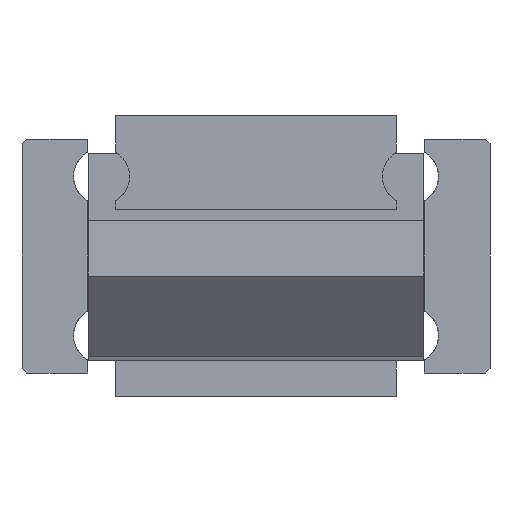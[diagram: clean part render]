
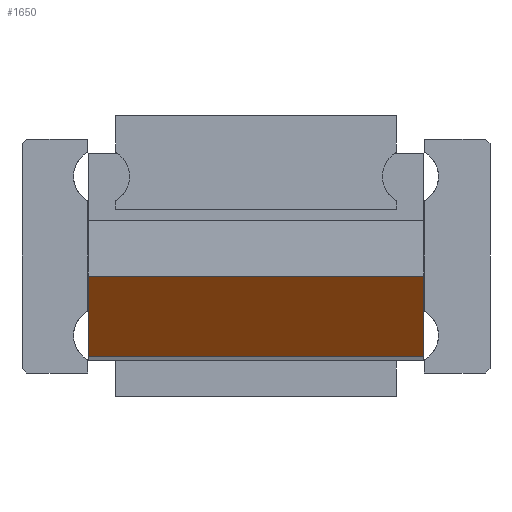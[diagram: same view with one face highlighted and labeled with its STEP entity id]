
A CAD part, front view. The second image highlights one B-rep face of the part: STEP entity #1650.
In plain terms, the highlighted face is planar.
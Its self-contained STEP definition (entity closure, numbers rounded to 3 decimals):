
#92=PLANE('',#1877);
#238=FACE_OUTER_BOUND('',#363,.T.);
#363=EDGE_LOOP('',(#1514,#1515,#1516,#1517));
#498=LINE('',#3198,#636);
#500=LINE('',#3203,#638);
#501=LINE('',#3204,#639);
#502=LINE('',#3205,#640);
#636=VECTOR('',#2314,11.314);
#638=VECTOR('',#2318,11.314);
#639=VECTOR('',#2319,35.8);
#640=VECTOR('',#2320,35.8);
#854=VERTEX_POINT('',#3195);
#855=VERTEX_POINT('',#3197);
#856=VERTEX_POINT('',#3201);
#857=VERTEX_POINT('',#3202);
#1076=EDGE_CURVE('',#855,#854,#498,.T.);
#1078=EDGE_CURVE('',#856,#857,#500,.T.);
#1079=EDGE_CURVE('',#857,#855,#501,.T.);
#1080=EDGE_CURVE('',#854,#856,#502,.T.);
#1514=ORIENTED_EDGE('',*,*,#1078,.T.);
#1515=ORIENTED_EDGE('',*,*,#1079,.T.);
#1516=ORIENTED_EDGE('',*,*,#1076,.T.);
#1517=ORIENTED_EDGE('',*,*,#1080,.T.);
#1650=ADVANCED_FACE('',(#238),#92,.T.);
#1877=AXIS2_PLACEMENT_3D('',#3200,#2316,#2317);
#2314=DIRECTION('',(0.,-0.707,0.707));
#2316=DIRECTION('center_axis',(0.,-0.707,-0.707));
#2317=DIRECTION('ref_axis',(-1.,0.,0.));
#2318=DIRECTION('',(0.,0.707,-0.707));
#2319=DIRECTION('',(1.,0.,0.));
#2320=DIRECTION('',(-1.,0.,0.));
#3195=CARTESIAN_POINT('',(15.,-7.,1.));
#3197=CARTESIAN_POINT('',(15.,1.,-7.));
#3198=CARTESIAN_POINT('',(15.,1.,-7.));
#3200=CARTESIAN_POINT('Origin',(15.,-3.,-3.));
#3201=CARTESIAN_POINT('',(-20.8,-7.,1.));
#3202=CARTESIAN_POINT('',(-20.8,1.,-7.));
#3203=CARTESIAN_POINT('',(-20.8,-7.,1.));
#3204=CARTESIAN_POINT('',(-20.8,1.,-7.));
#3205=CARTESIAN_POINT('',(15.,-7.,1.));
